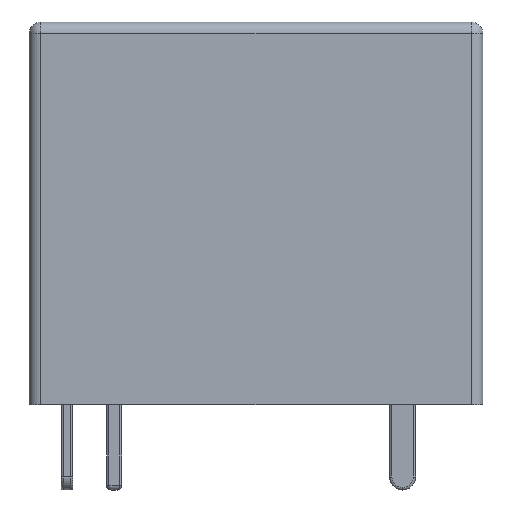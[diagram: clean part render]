
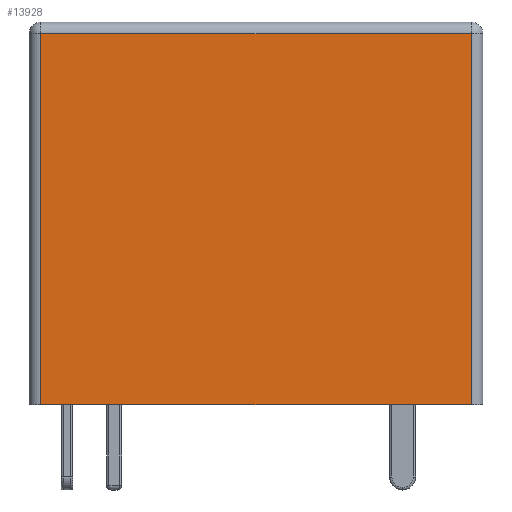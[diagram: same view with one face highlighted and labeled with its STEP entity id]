
A CAD part, front view. The second image highlights one B-rep face of the part: STEP entity #13928.
In plain terms, the highlighted planar face has unit normal (0, -1, 0).
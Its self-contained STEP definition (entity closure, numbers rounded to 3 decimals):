
#141 = VECTOR ( 'NONE', #18099, 1000. ) ;
#259 = DIRECTION ( 'NONE',  ( -1., 0., 0. ) ) ;
#2212 = CARTESIAN_POINT ( 'NONE',  ( -1.1, -1.5, -6.3 ) ) ;
#2274 = FACE_OUTER_BOUND ( 'NONE', #9941, .T. ) ;
#2347 = DIRECTION ( 'NONE',  ( 0., 0., -1. ) ) ;
#2455 = LINE ( 'NONE', #15806, #8536 ) ;
#4237 = CARTESIAN_POINT ( 'NONE',  ( -1.1, -1.5, 9.4 ) ) ;
#4450 = ORIENTED_EDGE ( 'NONE', *, *, #9506, .T. ) ;
#4980 = LINE ( 'NONE', #15526, #141 ) ;
#6430 = DIRECTION ( 'NONE',  ( 1., 0., 0. ) ) ;
#7352 = ORIENTED_EDGE ( 'NONE', *, *, #13105, .T. ) ;
#7497 = CARTESIAN_POINT ( 'NONE',  ( 17.1, -1.5, -6.3 ) ) ;
#8294 = VECTOR ( 'NONE', #259, 1000. ) ;
#8536 = VECTOR ( 'NONE', #2347, 1000. ) ;
#9050 = CARTESIAN_POINT ( 'NONE',  ( -1.6, -1.5, 9.9 ) ) ;
#9268 = LINE ( 'NONE', #13522, #8294 ) ;
#9506 = EDGE_CURVE ( 'NONE', #18981, #10623, #9268, .T. ) ;
#9941 = EDGE_LOOP ( 'NONE', ( #4450, #13917, #15641, #7352 ) ) ;
#10623 = VERTEX_POINT ( 'NONE', #4237 ) ;
#11018 = CARTESIAN_POINT ( 'NONE',  ( 17.1, -1.5, 9.4 ) ) ;
#13105 = EDGE_CURVE ( 'NONE', #15231, #18981, #4980, .T. ) ;
#13522 = CARTESIAN_POINT ( 'NONE',  ( -1.6, -1.5, 9.4 ) ) ;
#13684 = LINE ( 'NONE', #18106, #13901 ) ;
#13901 = VECTOR ( 'NONE', #6430, 1000. ) ;
#13917 = ORIENTED_EDGE ( 'NONE', *, *, #16525, .T. ) ;
#13928 = ADVANCED_FACE ( 'NONE', ( #2274 ), #17057, .F. ) ;
#14969 = DIRECTION ( 'NONE',  ( 0., 1., 0. ) ) ;
#15231 = VERTEX_POINT ( 'NONE', #7497 ) ;
#15526 = CARTESIAN_POINT ( 'NONE',  ( 17.1, -1.5, 9.9 ) ) ;
#15641 = ORIENTED_EDGE ( 'NONE', *, *, #18542, .T. ) ;
#15806 = CARTESIAN_POINT ( 'NONE',  ( -1.1, -1.5, 9.9 ) ) ;
#16525 = EDGE_CURVE ( 'NONE', #10623, #17160, #2455, .T. ) ;
#17057 = PLANE ( 'NONE',  #18390 ) ;
#17160 = VERTEX_POINT ( 'NONE', #2212 ) ;
#17947 = DIRECTION ( 'NONE',  ( -1., 0., 0. ) ) ;
#18099 = DIRECTION ( 'NONE',  ( 0., 0., 1. ) ) ;
#18106 = CARTESIAN_POINT ( 'NONE',  ( -1.6, -1.5, -6.3 ) ) ;
#18390 = AXIS2_PLACEMENT_3D ( 'NONE', #9050, #14969, #17947 ) ;
#18542 = EDGE_CURVE ( 'NONE', #17160, #15231, #13684, .T. ) ;
#18981 = VERTEX_POINT ( 'NONE', #11018 ) ;
